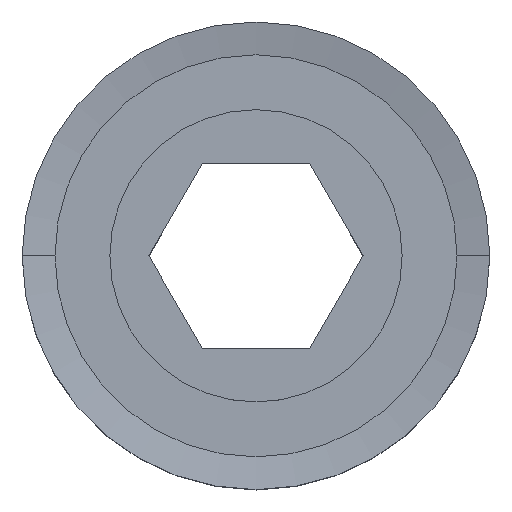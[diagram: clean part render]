
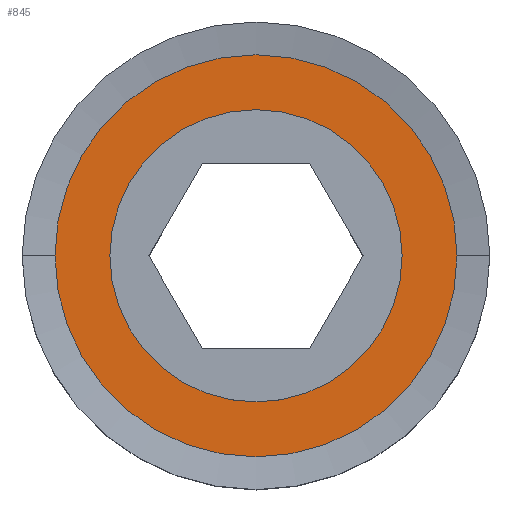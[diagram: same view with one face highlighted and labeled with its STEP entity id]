
A CAD part, top view. The second image highlights one B-rep face of the part: STEP entity #845.
In plain terms, the highlighted planar face has unit normal (0, 0, 1).
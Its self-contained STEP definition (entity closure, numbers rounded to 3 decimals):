
#107 = DIRECTION ( 'NONE',  ( 1., 0., 0. ) ) ;
#127 = DIRECTION ( 'NONE',  ( 0., 0., 1. ) ) ;
#138 = PLANE ( 'NONE',  #11541 ) ;
#243 = CARTESIAN_POINT ( 'NONE',  ( 0., 0., 6.875 ) ) ;
#261 = DIRECTION ( 'NONE',  ( 1., 0., 0. ) ) ;
#297 = DIRECTION ( 'NONE',  ( 0., 0., -1. ) ) ;
#342 = CARTESIAN_POINT ( 'NONE',  ( 0., 0., 6.875 ) ) ;
#509 = ORIENTED_EDGE ( 'NONE', *, *, #6128, .F. ) ;
#835 = CIRCLE ( 'NONE', #3678, 10. ) ;
#845 = ADVANCED_FACE ( 'NONE', ( #7037, #6418 ), #138, .T. ) ;
#990 = CARTESIAN_POINT ( 'NONE',  ( -13.755, 0., 6.875 ) ) ;
#2260 = VERTEX_POINT ( 'NONE', #5928 ) ;
#3678 = AXIS2_PLACEMENT_3D ( 'NONE', #4985, #11658, #6005 ) ;
#3884 = AXIS2_PLACEMENT_3D ( 'NONE', #9775, #3929, #10714 ) ;
#3929 = DIRECTION ( 'NONE',  ( 0., 0., -1. ) ) ;
#3946 = CIRCLE ( 'NONE', #7377, 10. ) ;
#4985 = CARTESIAN_POINT ( 'NONE',  ( 0., 0., 6.875 ) ) ;
#5928 = CARTESIAN_POINT ( 'NONE',  ( 10., 0., 6.875 ) ) ;
#6005 = DIRECTION ( 'NONE',  ( 1., 0., 0. ) ) ;
#6125 = EDGE_CURVE ( 'NONE', #2260, #6515, #3946, .T. ) ;
#6128 = EDGE_CURVE ( 'NONE', #9762, #10671, #6639, .T. ) ;
#6418 = FACE_OUTER_BOUND ( 'NONE', #8504, .T. ) ;
#6515 = VERTEX_POINT ( 'NONE', #6964 ) ;
#6639 = CIRCLE ( 'NONE', #7358, 13.755 ) ;
#6964 = CARTESIAN_POINT ( 'NONE',  ( -10., 0., 6.875 ) ) ;
#7037 = FACE_BOUND ( 'NONE', #7727, .T. ) ;
#7358 = AXIS2_PLACEMENT_3D ( 'NONE', #11172, #11098, #11963 ) ;
#7377 = AXIS2_PLACEMENT_3D ( 'NONE', #342, #297, #261 ) ;
#7727 = EDGE_LOOP ( 'NONE', ( #12082, #12507 ) ) ;
#8504 = EDGE_LOOP ( 'NONE', ( #12533, #509 ) ) ;
#9423 = CARTESIAN_POINT ( 'NONE',  ( 13.755, 0., 6.875 ) ) ;
#9762 = VERTEX_POINT ( 'NONE', #990 ) ;
#9775 = CARTESIAN_POINT ( 'NONE',  ( 0., 0., 6.875 ) ) ;
#10671 = VERTEX_POINT ( 'NONE', #9423 ) ;
#10714 = DIRECTION ( 'NONE',  ( -1., 0., 0. ) ) ;
#11098 = DIRECTION ( 'NONE',  ( 0., 0., -1. ) ) ;
#11172 = CARTESIAN_POINT ( 'NONE',  ( 0., 0., 6.875 ) ) ;
#11248 = CIRCLE ( 'NONE', #3884, 13.755 ) ;
#11541 = AXIS2_PLACEMENT_3D ( 'NONE', #243, #127, #107 ) ;
#11658 = DIRECTION ( 'NONE',  ( 0., 0., -1. ) ) ;
#11963 = DIRECTION ( 'NONE',  ( -1., 0., 0. ) ) ;
#12082 = ORIENTED_EDGE ( 'NONE', *, *, #6125, .T. ) ;
#12323 = EDGE_CURVE ( 'NONE', #10671, #9762, #11248, .T. ) ;
#12339 = EDGE_CURVE ( 'NONE', #6515, #2260, #835, .T. ) ;
#12507 = ORIENTED_EDGE ( 'NONE', *, *, #12339, .T. ) ;
#12533 = ORIENTED_EDGE ( 'NONE', *, *, #12323, .F. ) ;
